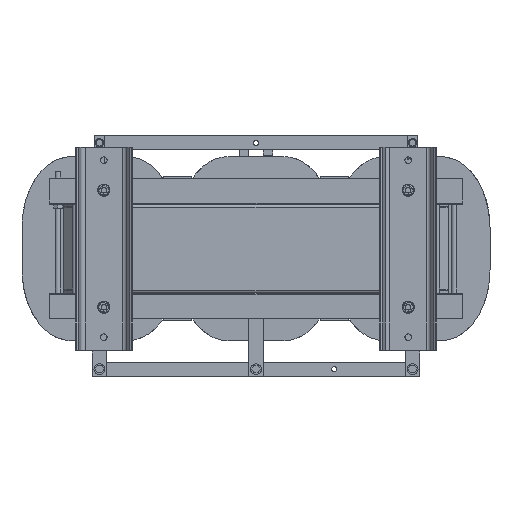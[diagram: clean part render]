
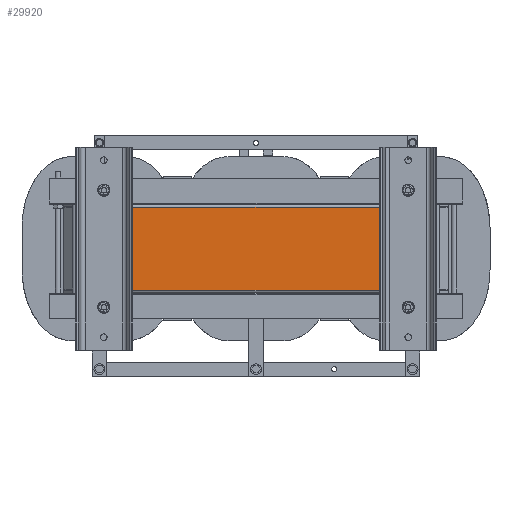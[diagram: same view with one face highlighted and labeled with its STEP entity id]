
A CAD part, front view. The second image highlights one B-rep face of the part: STEP entity #29920.
In plain terms, the highlighted planar face has unit normal (0, -1, 0).
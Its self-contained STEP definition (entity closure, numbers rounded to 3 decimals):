
#299 = VECTOR ( 'NONE', #14624, 1000. ) ;
#1232 = DIRECTION ( 'NONE',  ( -1., 0., 0. ) ) ;
#1629 = ORIENTED_EDGE ( 'NONE', *, *, #2205, .T. ) ;
#1846 = EDGE_CURVE ( 'NONE', #21485, #17330, #9310, .T. ) ;
#2205 = EDGE_CURVE ( 'NONE', #41335, #35072, #3148, .T. ) ;
#2425 = ORIENTED_EDGE ( 'NONE', *, *, #21861, .T. ) ;
#2576 = VECTOR ( 'NONE', #1232, 1000. ) ;
#3056 = ORIENTED_EDGE ( 'NONE', *, *, #1846, .T. ) ;
#3148 = LINE ( 'NONE', #37175, #2576 ) ;
#5031 = DIRECTION ( 'NONE',  ( 0., 0., 1. ) ) ;
#6085 = CARTESIAN_POINT ( 'NONE',  ( -408., -470., -88. ) ) ;
#6500 = ORIENTED_EDGE ( 'NONE', *, *, #45994, .T. ) ;
#8650 = LINE ( 'NONE', #10869, #299 ) ;
#9310 = LINE ( 'NONE', #6085, #40482 ) ;
#9681 = DIRECTION ( 'NONE',  ( 1., 0., 0. ) ) ;
#10856 = CARTESIAN_POINT ( 'NONE',  ( 278., -470., -88. ) ) ;
#10869 = CARTESIAN_POINT ( 'NONE',  ( -278., -470., 94. ) ) ;
#13967 = FACE_OUTER_BOUND ( 'NONE', #35011, .T. ) ;
#14624 = DIRECTION ( 'NONE',  ( 0., 0., -1. ) ) ;
#14842 = CARTESIAN_POINT ( 'NONE',  ( 278., -470., 88. ) ) ;
#15919 = CARTESIAN_POINT ( 'NONE',  ( 278., -470., -94. ) ) ;
#16530 = DIRECTION ( 'NONE',  ( 0., 0., 1. ) ) ;
#17330 = VERTEX_POINT ( 'NONE', #10856 ) ;
#18502 = CARTESIAN_POINT ( 'NONE',  ( -278., -470., 88. ) ) ;
#18527 = LINE ( 'NONE', #15919, #39663 ) ;
#20105 = AXIS2_PLACEMENT_3D ( 'NONE', #24003, #34566, #16530 ) ;
#21485 = VERTEX_POINT ( 'NONE', #42095 ) ;
#21861 = EDGE_CURVE ( 'NONE', #17330, #41335, #18527, .T. ) ;
#24003 = CARTESIAN_POINT ( 'NONE',  ( 0., -470., 0. ) ) ;
#29920 = ADVANCED_FACE ( 'NONE', ( #13967 ), #37684, .F. ) ;
#34566 = DIRECTION ( 'NONE',  ( 0., 1., 0. ) ) ;
#35011 = EDGE_LOOP ( 'NONE', ( #2425, #1629, #6500, #3056 ) ) ;
#35072 = VERTEX_POINT ( 'NONE', #18502 ) ;
#37175 = CARTESIAN_POINT ( 'NONE',  ( 408., -470., 88. ) ) ;
#37684 = PLANE ( 'NONE',  #20105 ) ;
#39663 = VECTOR ( 'NONE', #5031, 1000. ) ;
#40482 = VECTOR ( 'NONE', #9681, 1000. ) ;
#41335 = VERTEX_POINT ( 'NONE', #14842 ) ;
#42095 = CARTESIAN_POINT ( 'NONE',  ( -278., -470., -88. ) ) ;
#45994 = EDGE_CURVE ( 'NONE', #35072, #21485, #8650, .T. ) ;
